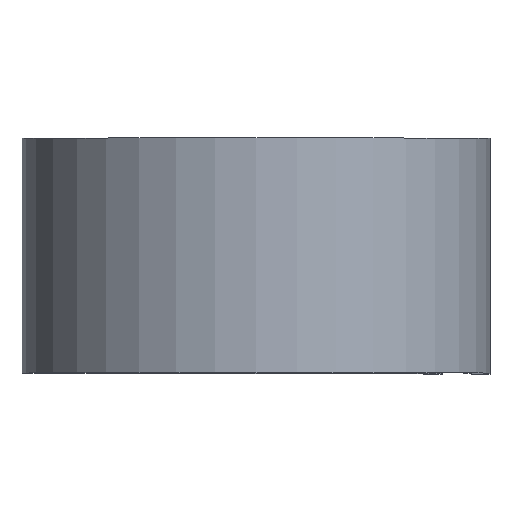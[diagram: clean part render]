
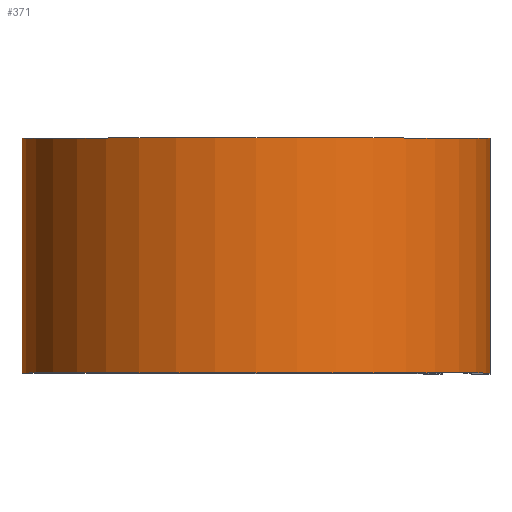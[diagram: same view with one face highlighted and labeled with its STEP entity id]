
A CAD part, top view. The second image highlights one B-rep face of the part: STEP entity #371.
In plain terms, the highlighted cylindrical face has radius 18.986 mm (diameter 37.973 mm), a partial arc.
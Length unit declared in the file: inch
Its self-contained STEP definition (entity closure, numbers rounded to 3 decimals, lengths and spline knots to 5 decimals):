
#3 = CARTESIAN_POINT ( 'NONE',  ( 0.7475, -0.375, 0. ) ) ;
#4 = CARTESIAN_POINT ( 'NONE',  ( 0., 0.375, 0. ) ) ;
#7 = DIRECTION ( 'NONE',  ( 0., 0., -1. ) ) ;
#17 = VERTEX_POINT ( 'NONE', #239 ) ;
#61 = FACE_OUTER_BOUND ( 'NONE', #263, .T. ) ;
#89 = CARTESIAN_POINT ( 'NONE',  ( 0., 0.375, 0. ) ) ;
#114 = VERTEX_POINT ( 'NONE', #565 ) ;
#117 = CARTESIAN_POINT ( 'NONE',  ( 0.7475, 0.375, 0. ) ) ;
#148 = VERTEX_POINT ( 'NONE', #3 ) ;
#156 = VERTEX_POINT ( 'NONE', #117 ) ;
#179 = AXIS2_PLACEMENT_3D ( 'NONE', #4, #321, #7 ) ;
#192 = ORIENTED_EDGE ( 'NONE', *, *, #569, .F. ) ;
#239 = CARTESIAN_POINT ( 'NONE',  ( 0., -0.375, -0.7475 ) ) ;
#263 = EDGE_LOOP ( 'NONE', ( #634, #346, #192, #354 ) ) ;
#300 = CARTESIAN_POINT ( 'NONE',  ( 0., -0.375, 0. ) ) ;
#321 = DIRECTION ( 'NONE',  ( 0., -1., 0. ) ) ;
#346 = ORIENTED_EDGE ( 'NONE', *, *, #557, .F. ) ;
#348 = DIRECTION ( 'NONE',  ( 1., 0., 0. ) ) ;
#354 = ORIENTED_EDGE ( 'NONE', *, *, #398, .T. ) ;
#362 = DIRECTION ( 'NONE',  ( 0., -1., 0. ) ) ;
#363 = CARTESIAN_POINT ( 'NONE',  ( 0.7475, 0.375, 0. ) ) ;
#371 = ADVANCED_FACE ( 'NONE', ( #61 ), #499, .T. ) ;
#387 = AXIS2_PLACEMENT_3D ( 'NONE', #300, #618, #348 ) ;
#398 = EDGE_CURVE ( 'NONE', #114, #17, #573, .T. ) ;
#412 = DIRECTION ( 'NONE',  ( 0., -1., 0. ) ) ;
#450 = CIRCLE ( 'NONE', #387, 0.7475 ) ;
#463 = CIRCLE ( 'NONE', #475, 0.7475 ) ;
#472 = VECTOR ( 'NONE', #412, 39.37008 ) ;
#475 = AXIS2_PLACEMENT_3D ( 'NONE', #89, #495, #517 ) ;
#479 = LINE ( 'NONE', #363, #509 ) ;
#495 = DIRECTION ( 'NONE',  ( 0., 1., 0. ) ) ;
#499 = CYLINDRICAL_SURFACE ( 'NONE', #179, 0.7475 ) ;
#509 = VECTOR ( 'NONE', #362, 39.37008 ) ;
#517 = DIRECTION ( 'NONE',  ( 1., 0., 0. ) ) ;
#555 = CARTESIAN_POINT ( 'NONE',  ( 0., 0.375, -0.7475 ) ) ;
#557 = EDGE_CURVE ( 'NONE', #156, #148, #479, .T. ) ;
#565 = CARTESIAN_POINT ( 'NONE',  ( 0., 0.375, -0.7475 ) ) ;
#569 = EDGE_CURVE ( 'NONE', #114, #156, #463, .T. ) ;
#572 = EDGE_CURVE ( 'NONE', #17, #148, #450, .T. ) ;
#573 = LINE ( 'NONE', #555, #472 ) ;
#618 = DIRECTION ( 'NONE',  ( 0., 1., 0. ) ) ;
#634 = ORIENTED_EDGE ( 'NONE', *, *, #572, .T. ) ;
